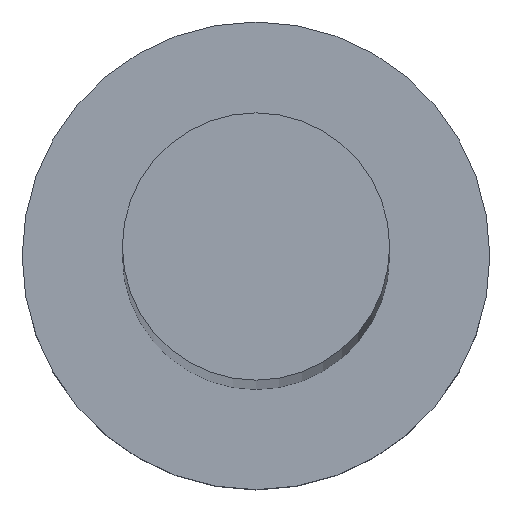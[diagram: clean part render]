
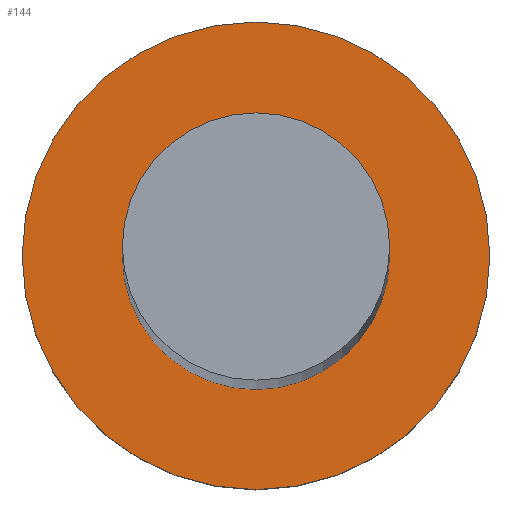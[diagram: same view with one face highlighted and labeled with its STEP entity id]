
A CAD part, top view. The second image highlights one B-rep face of the part: STEP entity #144.
In plain terms, the highlighted planar face has unit normal (0, 0, 1).
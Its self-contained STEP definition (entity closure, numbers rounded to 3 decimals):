
#12 = VERTEX_POINT ( 'NONE', #26 ) ;
#15 = EDGE_CURVE ( 'NONE', #12, #48, #121, .T. ) ;
#25 = CARTESIAN_POINT ( 'NONE',  ( 0., 0., 5. ) ) ;
#26 = CARTESIAN_POINT ( 'NONE',  ( -4., 0., 5. ) ) ;
#34 = ORIENTED_EDGE ( 'NONE', *, *, #39, .T. ) ;
#36 = AXIS2_PLACEMENT_3D ( 'NONE', #49, #204, #207 ) ;
#38 = DIRECTION ( 'NONE',  ( 1., 0., 0. ) ) ;
#39 = EDGE_CURVE ( 'NONE', #67, #229, #218, .T. ) ;
#41 = CIRCLE ( 'NONE', #183, 7. ) ;
#48 = VERTEX_POINT ( 'NONE', #221 ) ;
#49 = CARTESIAN_POINT ( 'NONE',  ( 0., 0., 5. ) ) ;
#55 = ORIENTED_EDGE ( 'NONE', *, *, #241, .T. ) ;
#67 = VERTEX_POINT ( 'NONE', #180 ) ;
#69 = DIRECTION ( 'NONE',  ( 0., 0., 1. ) ) ;
#87 = FACE_BOUND ( 'NONE', #210, .T. ) ;
#89 = ORIENTED_EDGE ( 'NONE', *, *, #176, .F. ) ;
#95 = DIRECTION ( 'NONE',  ( 0., 0., 1. ) ) ;
#109 = CIRCLE ( 'NONE', #119, 4. ) ;
#110 = DIRECTION ( 'NONE',  ( 0., 0., 1. ) ) ;
#115 = DIRECTION ( 'NONE',  ( 0., 0., 1. ) ) ;
#118 = CARTESIAN_POINT ( 'NONE',  ( 0., 0., 5. ) ) ;
#119 = AXIS2_PLACEMENT_3D ( 'NONE', #245, #115, #189 ) ;
#121 = CIRCLE ( 'NONE', #36, 4. ) ;
#128 = DIRECTION ( 'NONE',  ( 1., 0., 0. ) ) ;
#133 = PLANE ( 'NONE',  #220 ) ;
#134 = CARTESIAN_POINT ( 'NONE',  ( 0., 0., 5. ) ) ;
#144 = ADVANCED_FACE ( 'NONE', ( #87, #209 ), #133, .T. ) ;
#152 = CARTESIAN_POINT ( 'NONE',  ( -7., 0., 5. ) ) ;
#155 = EDGE_LOOP ( 'NONE', ( #55, #34 ) ) ;
#156 = DIRECTION ( 'NONE',  ( 1., 0., 0. ) ) ;
#176 = EDGE_CURVE ( 'NONE', #48, #12, #109, .T. ) ;
#180 = CARTESIAN_POINT ( 'NONE',  ( 7., 0., 5. ) ) ;
#183 = AXIS2_PLACEMENT_3D ( 'NONE', #118, #95, #156 ) ;
#187 = ORIENTED_EDGE ( 'NONE', *, *, #15, .F. ) ;
#189 = DIRECTION ( 'NONE',  ( 1., 0., 0. ) ) ;
#204 = DIRECTION ( 'NONE',  ( 0., 0., 1. ) ) ;
#207 = DIRECTION ( 'NONE',  ( 1., 0., 0. ) ) ;
#209 = FACE_OUTER_BOUND ( 'NONE', #155, .T. ) ;
#210 = EDGE_LOOP ( 'NONE', ( #187, #89 ) ) ;
#218 = CIRCLE ( 'NONE', #250, 7. ) ;
#220 = AXIS2_PLACEMENT_3D ( 'NONE', #134, #110, #38 ) ;
#221 = CARTESIAN_POINT ( 'NONE',  ( 4., 0., 5. ) ) ;
#229 = VERTEX_POINT ( 'NONE', #152 ) ;
#241 = EDGE_CURVE ( 'NONE', #229, #67, #41, .T. ) ;
#245 = CARTESIAN_POINT ( 'NONE',  ( 0., 0., 5. ) ) ;
#250 = AXIS2_PLACEMENT_3D ( 'NONE', #25, #69, #128 ) ;
